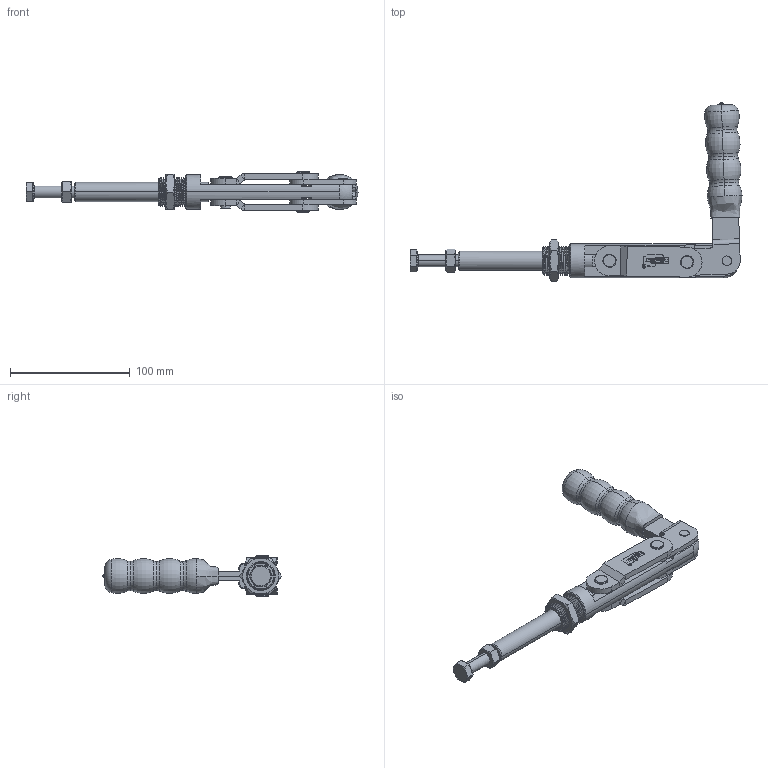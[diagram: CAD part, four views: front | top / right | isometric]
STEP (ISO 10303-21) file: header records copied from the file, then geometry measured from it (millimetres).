
FILE_DESCRIPTION (( 'STEP AP214' ), '1' );
FILE_NAME ('GH-30750M(Â²¤Æ).STEP', '2020-06-12T01:12:13', ( 'LinWei' ), ( '' ), 'SwSTEP 2.0', 'SolidWorks 2016', '' );
FILE_SCHEMA (( 'AUTOMOTIVE_DESIGN' ));
Length unit declared in the file: millimetre
Products named in the file (6): Group3^GH-30750M(簡化); Group2^GH-30750M(簡化); Group1^GH-30750M(簡化); GH-30750M(簡化); 430750M32-1^GH-30750M(簡化); Group5^GH-30750M(簡化)
Assembly tree (5 placements, depth 2):
  GH-30750M(簡化)
    Group1^GH-30750M(簡化)
    Group2^GH-30750M(簡化)
    Group3^GH-30750M(簡化)
    Group5^GH-30750M(簡化)
    430750M32-1^GH-30750M(簡化)
Bounding box: 276.73 x 149.27 x 33.6 mm (x, y, z)
Volume: 155094.7 mm3; surface area: 58071.2 mm2
Topology: 5 solids, 5 shells, 698 faces, 1848 edges, 1200 vertices
Faces by surface type: plane 325, bspline 177, cylinder 114, cone 50, torus 28, sphere 4
Entity records: 33029 total; most frequent: CARTESIAN_POINT 15753, ORIENTED_EDGE 3684, DIRECTION 2740, EDGE_CURVE 1842, VERTEX_POINT 1200, VECTOR 1024, LINE 1024, AXIS2_PLACEMENT_3D 858
